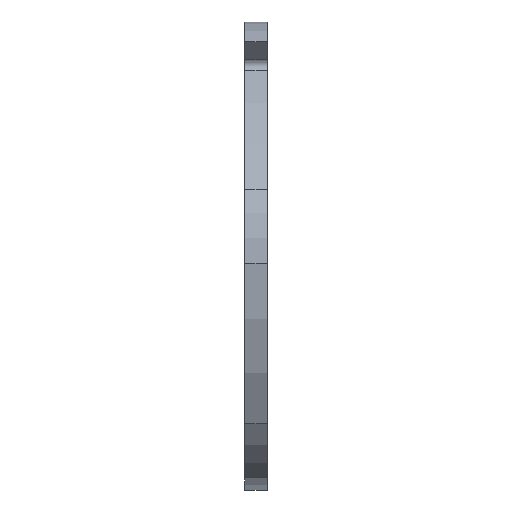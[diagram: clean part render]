
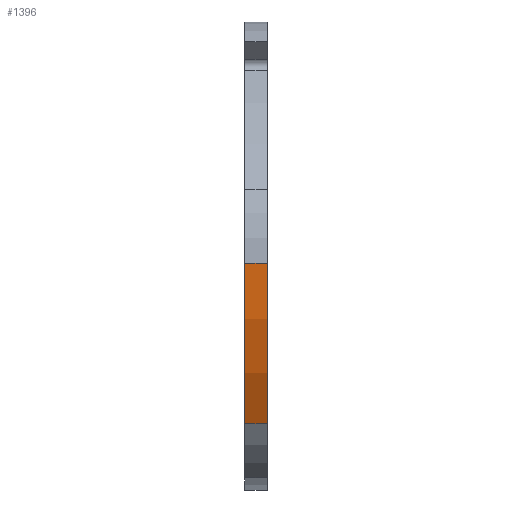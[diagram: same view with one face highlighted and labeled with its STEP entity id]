
A CAD part, front view. The second image highlights one B-rep face of the part: STEP entity #1396.
In plain terms, the highlighted cylindrical face has radius 90 mm (diameter 180 mm), a partial arc.
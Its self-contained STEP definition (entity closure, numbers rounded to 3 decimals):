
#49 = CARTESIAN_POINT ( 'NONE',  ( -3., -58.983, -1.897 ) ) ;
#290 = AXIS2_PLACEMENT_3D ( 'NONE', #989, #811, #1651 ) ;
#348 = CARTESIAN_POINT ( 'NONE',  ( 3., 31., -0.125 ) ) ;
#376 = EDGE_CURVE ( 'NONE', #1868, #415, #1185, .T. ) ;
#403 = CARTESIAN_POINT ( 'NONE',  ( 3., -46.848, -45.288 ) ) ;
#415 = VERTEX_POINT ( 'NONE', #657 ) ;
#552 = EDGE_CURVE ( 'NONE', #1834, #2076, #875, .T. ) ;
#558 = ORIENTED_EDGE ( 'NONE', *, *, #552, .F. ) ;
#657 = CARTESIAN_POINT ( 'NONE',  ( -3., -46.848, -45.288 ) ) ;
#806 = DIRECTION ( 'NONE',  ( 0., 0.866, -0.5 ) ) ;
#811 = DIRECTION ( 'NONE',  ( 1., 0., 0. ) ) ;
#816 = VECTOR ( 'NONE', #1847, 1000. ) ;
#875 = CIRCLE ( 'NONE', #1907, 90. ) ;
#989 = CARTESIAN_POINT ( 'NONE',  ( -3., 31., -0.125 ) ) ;
#1036 = CYLINDRICAL_SURFACE ( 'NONE', #290, 90. ) ;
#1151 = CARTESIAN_POINT ( 'NONE',  ( -3., 31., -0.125 ) ) ;
#1185 = CIRCLE ( 'NONE', #1990, 90. ) ;
#1264 = LINE ( 'NONE', #1654, #816 ) ;
#1306 = ORIENTED_EDGE ( 'NONE', *, *, #1693, .T. ) ;
#1334 = CARTESIAN_POINT ( 'NONE',  ( 3., -58.983, -1.897 ) ) ;
#1396 = ADVANCED_FACE ( 'NONE', ( #1893 ), #1036, .T. ) ;
#1495 = DIRECTION ( 'NONE',  ( 0., 0.866, -0.5 ) ) ;
#1567 = DIRECTION ( 'NONE',  ( 1., 0., 0. ) ) ;
#1617 = ORIENTED_EDGE ( 'NONE', *, *, #376, .T. ) ;
#1651 = DIRECTION ( 'NONE',  ( 0., 0., -1. ) ) ;
#1654 = CARTESIAN_POINT ( 'NONE',  ( 0., -58.983, -1.897 ) ) ;
#1693 = EDGE_CURVE ( 'NONE', #415, #2076, #1867, .T. ) ;
#1739 = CARTESIAN_POINT ( 'NONE',  ( -3., -46.848, -45.288 ) ) ;
#1769 = EDGE_CURVE ( 'NONE', #1834, #1868, #1264, .T. ) ;
#1834 = VERTEX_POINT ( 'NONE', #1334 ) ;
#1846 = DIRECTION ( 'NONE',  ( 1., 0., 0. ) ) ;
#1847 = DIRECTION ( 'NONE',  ( -1., 0., 0. ) ) ;
#1852 = EDGE_LOOP ( 'NONE', ( #558, #1901, #1617, #1306 ) ) ;
#1867 = LINE ( 'NONE', #1739, #1938 ) ;
#1868 = VERTEX_POINT ( 'NONE', #49 ) ;
#1893 = FACE_OUTER_BOUND ( 'NONE', #1852, .T. ) ;
#1901 = ORIENTED_EDGE ( 'NONE', *, *, #1769, .T. ) ;
#1907 = AXIS2_PLACEMENT_3D ( 'NONE', #348, #1846, #1495 ) ;
#1938 = VECTOR ( 'NONE', #1567, 1000. ) ;
#1990 = AXIS2_PLACEMENT_3D ( 'NONE', #1151, #2104, #806 ) ;
#2076 = VERTEX_POINT ( 'NONE', #403 ) ;
#2104 = DIRECTION ( 'NONE',  ( 1., 0., 0. ) ) ;
